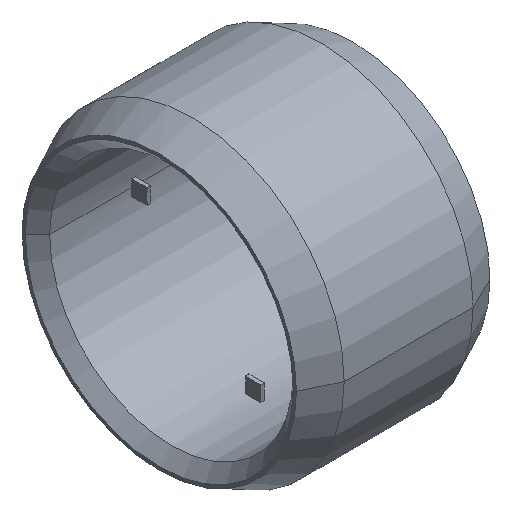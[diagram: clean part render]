
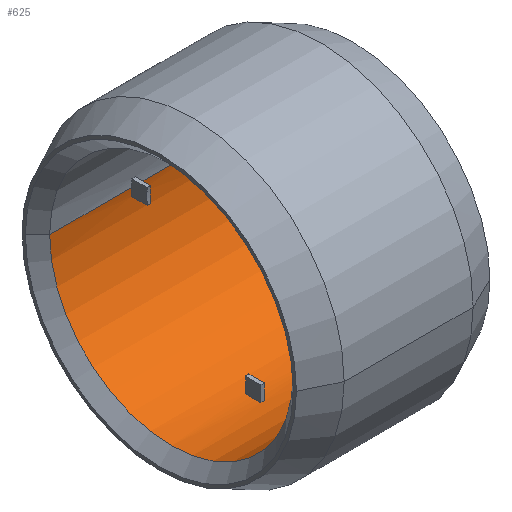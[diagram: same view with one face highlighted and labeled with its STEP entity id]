
A CAD part, isometric view. The second image highlights one B-rep face of the part: STEP entity #625.
In plain terms, the highlighted cylindrical face has radius 177.5 mm (diameter 355 mm), a partial arc.
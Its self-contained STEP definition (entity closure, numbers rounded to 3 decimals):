
#413 = VERTEX_POINT( '', #1207 );
#453 = EDGE_CURVE( '', #1071, #921, #1251, .T. );
#457 = EDGE_CURVE( '', #803, #1143, #1256, .T. );
#463 = VERTEX_POINT( '', #1262 );
#465 = EDGE_CURVE( '', #719, #617, #1264, .T. );
#475 = VERTEX_POINT( '', #1275 );
#553 = EDGE_CURVE( '', #463, #839, #1366, .T. );
#569 = EDGE_CURVE( '', #683, #803, #1382, .T. );
#607 = EDGE_CURVE( '', #1143, #779, #1425, .T. );
#615 = EDGE_CURVE( '', #1083, #617, #1434, .T. );
#617 = VERTEX_POINT( '', #1436 );
#625 = ADVANCED_FACE( '', ( #1445, #1446 ), #1447, .F. );
#631 = EDGE_CURVE( '', #719, #463, #1453, .T. );
#643 = EDGE_CURVE( '', #839, #1177, #1465, .T. );
#683 = VERTEX_POINT( '', #1508 );
#719 = VERTEX_POINT( '', #1545 );
#773 = EDGE_CURVE( '', #1083, #921, #1605, .T. );
#779 = VERTEX_POINT( '', #1611 );
#803 = VERTEX_POINT( '', #1642 );
#809 = EDGE_CURVE( '', #779, #683, #1648, .T. );
#839 = VERTEX_POINT( '', #1680 );
#841 = EDGE_CURVE( '', #1029, #1177, #1682, .T. );
#847 = VERTEX_POINT( '', #1688 );
#909 = EDGE_CURVE( '', #847, #413, #1758, .T. );
#921 = VERTEX_POINT( '', #1771 );
#1029 = VERTEX_POINT( '', #1894 );
#1055 = EDGE_CURVE( '', #413, #1071, #1923, .T. );
#1071 = VERTEX_POINT( '', #1940 );
#1083 = VERTEX_POINT( '', #1952 );
#1137 = EDGE_CURVE( '', #475, #1029, #2014, .T. );
#1143 = VERTEX_POINT( '', #2022 );
#1177 = VERTEX_POINT( '', #2060 );
#1189 = EDGE_CURVE( '', #847, #475, #2073, .T. );
#1207 = CARTESIAN_POINT( '', ( 0., 177.143, -11.25 ) );
#1251 = CIRCLE( '', #2206, 177.5 );
#1256 = LINE( '', #2212, #2213 );
#1262 = CARTESIAN_POINT( '', ( -5., -177.143, -11.25 ) );
#1264 = LINE( '', #2256, #2257 );
#1275 = CARTESIAN_POINT( '', ( 122.25, 177.5, 0. ) );
#1366 = LINE( '', #2495, #2496 );
#1382 = CIRCLE( '', #2538, 177.5 );
#1425 = CIRCLE( '', #2590, 177.5 );
#1434 = CIRCLE( '', #2610, 177.5 );
#1436 = CARTESIAN_POINT( '', ( -124.25, -177.5, 0. ) );
#1445 = FACE_OUTER_BOUND( '', #2623, .T. );
#1446 = FACE_BOUND( '', #2624, .T. );
#1447 = CYLINDRICAL_SURFACE( '', #2625, 177.5 );
#1453 = CIRCLE( '', #2632, 177.5 );
#1465 = CIRCLE( '', #2649, 177.5 );
#1508 = CARTESIAN_POINT( '', ( 0., 11.25, -177.143 ) );
#1545 = CARTESIAN_POINT( '', ( -5., -177.5, 0. ) );
#1605 = LINE( '', #2998, #2999 );
#1611 = CARTESIAN_POINT( '', ( -5., 11.25, -177.143 ) );
#1642 = CARTESIAN_POINT( '', ( 0., -11.25, -177.143 ) );
#1648 = LINE( '', #3083, #3084 );
#1680 = CARTESIAN_POINT( '', ( 0., -177.143, -11.25 ) );
#1682 = LINE( '', #3164, #3165 );
#1688 = CARTESIAN_POINT( '', ( 0., 177.5, 0. ) );
#1758 = CIRCLE( '', #3270, 177.5 );
#1771 = CARTESIAN_POINT( '', ( -5., 177.5, 0. ) );
#1894 = CARTESIAN_POINT( '', ( 122.25, -177.5, 0. ) );
#1923 = LINE( '', #3629, #3630 );
#1940 = CARTESIAN_POINT( '', ( -5., 177.143, -11.25 ) );
#1952 = CARTESIAN_POINT( '', ( -124.25, 177.5, 0. ) );
#2014 = CIRCLE( '', #3821, 177.5 );
#2022 = CARTESIAN_POINT( '', ( -5., -11.25, -177.143 ) );
#2060 = CARTESIAN_POINT( '', ( 0., -177.5, 0. ) );
#2073 = LINE( '', #3893, #3894 );
#2206 = AXIS2_PLACEMENT_3D( '', #3943, #3944, #3945 );
#2212 = CARTESIAN_POINT( '', ( -2.5, -11.25, -177.143 ) );
#2213 = VECTOR( '', #3954, 1. );
#2256 = CARTESIAN_POINT( '', ( -1., -177.5, 0. ) );
#2257 = VECTOR( '', #3955, 1. );
#2495 = CARTESIAN_POINT( '', ( -2.5, -177.143, -11.25 ) );
#2496 = VECTOR( '', #4081, 1. );
#2538 = AXIS2_PLACEMENT_3D( '', #4088, #4089, #4090 );
#2590 = AXIS2_PLACEMENT_3D( '', #4153, #4154, #4155 );
#2610 = AXIS2_PLACEMENT_3D( '', #4164, #4165, #4166 );
#2623 = EDGE_LOOP( '', ( #4178, #4179, #4180, #4181, #4182, #4183, #4184, #4185, #4186, #4187, #4188, #4189 ) );
#2624 = EDGE_LOOP( '', ( #4190, #4191, #4192, #4193 ) );
#2625 = AXIS2_PLACEMENT_3D( '', #4194, #4195, #4196 );
#2632 = AXIS2_PLACEMENT_3D( '', #4197, #4198, #4199 );
#2649 = AXIS2_PLACEMENT_3D( '', #4207, #4208, #4209 );
#2998 = CARTESIAN_POINT( '', ( -1., 177.5, 0. ) );
#2999 = VECTOR( '', #4330, 1. );
#3083 = CARTESIAN_POINT( '', ( -2.5, 11.25, -177.143 ) );
#3084 = VECTOR( '', #4392, 1. );
#3164 = CARTESIAN_POINT( '', ( -1., -177.5, 0. ) );
#3165 = VECTOR( '', #4422, 1. );
#3270 = AXIS2_PLACEMENT_3D( '', #4521, #4522, #4523 );
#3629 = CARTESIAN_POINT( '', ( -2.5, 177.143, -11.25 ) );
#3630 = VECTOR( '', #4735, 1. );
#3821 = AXIS2_PLACEMENT_3D( '', #4836, #4837, #4838 );
#3893 = CARTESIAN_POINT( '', ( -1., 177.5, 0. ) );
#3894 = VECTOR( '', #4924, 1. );
#3943 = CARTESIAN_POINT( '', ( -5., 0., 0. ) );
#3944 = DIRECTION( '', ( 1., 0., 0. ) );
#3945 = DIRECTION( '', ( 0., 1., 0. ) );
#3954 = DIRECTION( '', ( -1., 0., 0. ) );
#3955 = DIRECTION( '', ( -1., 0., 0. ) );
#4081 = DIRECTION( '', ( 1., 0., 0. ) );
#4088 = CARTESIAN_POINT( '', ( 0., 0., 0. ) );
#4089 = DIRECTION( '', ( -1., 0., 0. ) );
#4090 = DIRECTION( '', ( 0., 1., 0. ) );
#4153 = CARTESIAN_POINT( '', ( -5., 0., 0. ) );
#4154 = DIRECTION( '', ( 1., 0., 0. ) );
#4155 = DIRECTION( '', ( 0., 1., 0. ) );
#4164 = CARTESIAN_POINT( '', ( -124.25, 0., 0. ) );
#4165 = DIRECTION( '', ( -1., 0., 0. ) );
#4166 = DIRECTION( '', ( 0., 1., 0. ) );
#4178 = ORIENTED_EDGE( '', *, *, #773, .F. );
#4179 = ORIENTED_EDGE( '', *, *, #615, .T. );
#4180 = ORIENTED_EDGE( '', *, *, #465, .F. );
#4181 = ORIENTED_EDGE( '', *, *, #631, .T. );
#4182 = ORIENTED_EDGE( '', *, *, #553, .T. );
#4183 = ORIENTED_EDGE( '', *, *, #643, .T. );
#4184 = ORIENTED_EDGE( '', *, *, #841, .F. );
#4185 = ORIENTED_EDGE( '', *, *, #1137, .F. );
#4186 = ORIENTED_EDGE( '', *, *, #1189, .F. );
#4187 = ORIENTED_EDGE( '', *, *, #909, .T. );
#4188 = ORIENTED_EDGE( '', *, *, #1055, .T. );
#4189 = ORIENTED_EDGE( '', *, *, #453, .T. );
#4190 = ORIENTED_EDGE( '', *, *, #809, .T. );
#4191 = ORIENTED_EDGE( '', *, *, #569, .T. );
#4192 = ORIENTED_EDGE( '', *, *, #457, .T. );
#4193 = ORIENTED_EDGE( '', *, *, #607, .T. );
#4194 = CARTESIAN_POINT( '', ( -1., 0., 0. ) );
#4195 = DIRECTION( '', ( 1., 0., 0. ) );
#4196 = DIRECTION( '', ( 0., 1., 0. ) );
#4197 = CARTESIAN_POINT( '', ( -5., 0., 0. ) );
#4198 = DIRECTION( '', ( 1., 0., 0. ) );
#4199 = DIRECTION( '', ( 0., 1., 0. ) );
#4207 = CARTESIAN_POINT( '', ( 0., 0., 0. ) );
#4208 = DIRECTION( '', ( -1., 0., 0. ) );
#4209 = DIRECTION( '', ( 0., 1., 0. ) );
#4330 = DIRECTION( '', ( 1., 0., 0. ) );
#4392 = DIRECTION( '', ( 1., 0., 0. ) );
#4422 = DIRECTION( '', ( -1., 0., 0. ) );
#4521 = CARTESIAN_POINT( '', ( 0., 0., 0. ) );
#4522 = DIRECTION( '', ( -1., 0., 0. ) );
#4523 = DIRECTION( '', ( 0., 1., 0. ) );
#4735 = DIRECTION( '', ( -1., 0., 0. ) );
#4836 = CARTESIAN_POINT( '', ( 122.25, 0., 0. ) );
#4837 = DIRECTION( '', ( -1., 0., 0. ) );
#4838 = DIRECTION( '', ( 0., 1., 0. ) );
#4924 = DIRECTION( '', ( 1., 0., 0. ) );
